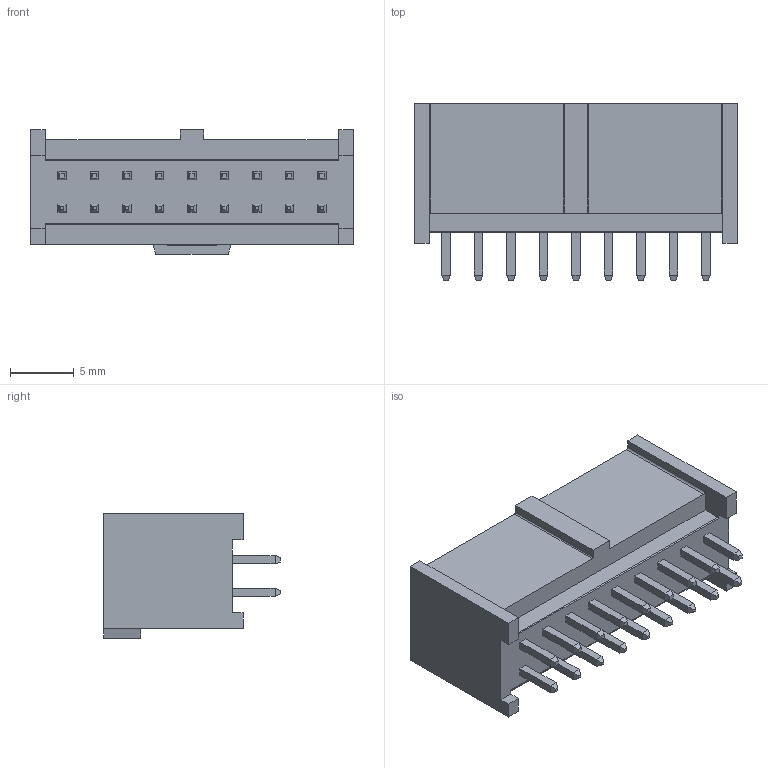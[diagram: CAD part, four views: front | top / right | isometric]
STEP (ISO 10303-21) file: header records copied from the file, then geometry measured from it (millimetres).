
FILE_DESCRIPTION((''),'2;1');
FILE_NAME('901301118','2013-04-05T',('me'),(''),'PRO/ENGINEER BY PARAMETRIC TECHNOLOGY CORPORATION, 2011490','PRO/ENGINEER BY PARAMETRIC TECHNOLOGY CORPORATION, 2011490','');
FILE_SCHEMA(('CONFIG_CONTROL_DESIGN'));
Length unit declared in the file: millimetre
Products named in the file (1): 901301118
Bounding box: 25.2 x 13.8 x 9.75 mm (x, y, z)
Volume: 953.3 mm3; surface area: 2062.3 mm2
Topology: 1 solids, 1 shells, 381 faces, 884 edges, 540 vertices
Faces by surface type: plane 377, cylinder 4
Entity records: 10444 total; most frequent: CARTESIAN_POINT 1805, ORIENTED_EDGE 1768, DIRECTION 1654, EDGE_CURVE 884, VECTOR 876, LINE 876, VERTEX_POINT 540, EDGE_LOOP 418
